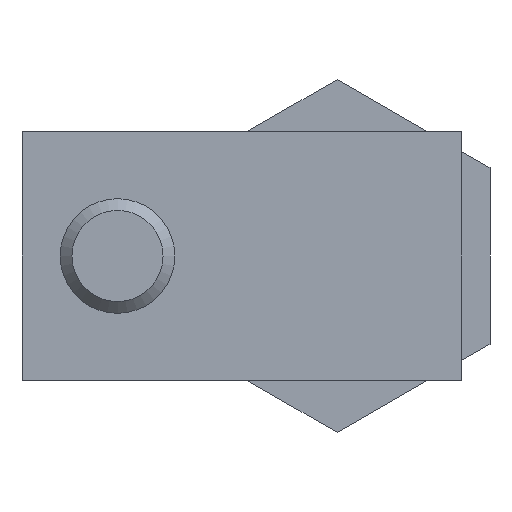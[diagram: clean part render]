
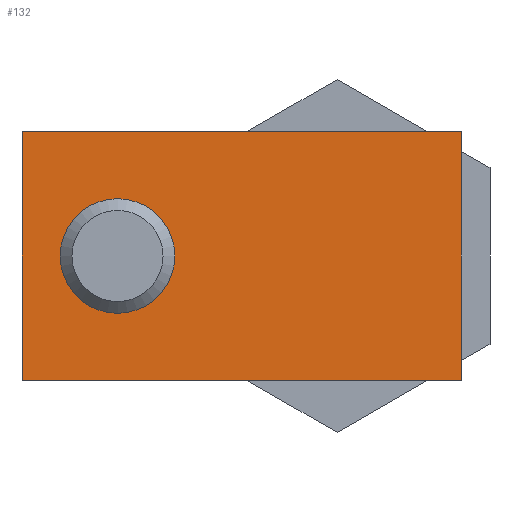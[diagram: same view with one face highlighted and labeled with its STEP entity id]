
A CAD part, front view. The second image highlights one B-rep face of the part: STEP entity #132.
In plain terms, the highlighted planar face has unit normal (0, -1, 0).
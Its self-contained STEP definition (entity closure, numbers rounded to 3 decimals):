
#132 = ADVANCED_FACE( '', ( #274, #275 ), #276, .F. );
#274 = FACE_BOUND( '', #419, .T. );
#275 = FACE_OUTER_BOUND( '', #420, .T. );
#276 = PLANE( '', #421 );
#419 = EDGE_LOOP( '', ( #728 ) );
#420 = EDGE_LOOP( '', ( #729, #730, #731, #732 ) );
#421 = AXIS2_PLACEMENT_3D( '', #733, #734, #735 );
#728 = ORIENTED_EDGE( '', *, *, #842, .F. );
#729 = ORIENTED_EDGE( '', *, *, #817, .T. );
#730 = ORIENTED_EDGE( '', *, *, #914, .F. );
#731 = ORIENTED_EDGE( '', *, *, #864, .F. );
#732 = ORIENTED_EDGE( '', *, *, #916, .T. );
#733 = CARTESIAN_POINT( '', ( 6., -9.6, 6.5 ) );
#734 = DIRECTION( '', ( 0., 1., 0. ) );
#735 = DIRECTION( '', ( 0., 0., 1. ) );
#817 = EDGE_CURVE( '', #951, #963, #965, .T. );
#842 = EDGE_CURVE( '', #1007, #1007, #1008, .F. );
#864 = EDGE_CURVE( '', #1041, #1043, #1044, .T. );
#914 = EDGE_CURVE( '', #1043, #963, #1111, .T. );
#916 = EDGE_CURVE( '', #1041, #951, #1113, .T. );
#951 = VERTEX_POINT( '', #1155 );
#963 = VERTEX_POINT( '', #1173 );
#965 = LINE( '', #1176, #1177 );
#1007 = VERTEX_POINT( '', #1235 );
#1008 = CIRCLE( '', #1236, 3. );
#1041 = VERTEX_POINT( '', #1280 );
#1043 = VERTEX_POINT( '', #1283 );
#1044 = LINE( '', #1284, #1285 );
#1111 = LINE( '', #1384, #1385 );
#1113 = LINE( '', #1387, #1388 );
#1155 = CARTESIAN_POINT( '', ( -17., -9.6, 6.5 ) );
#1173 = CARTESIAN_POINT( '', ( -17., -9.6, -6.5 ) );
#1176 = CARTESIAN_POINT( '', ( -17., -9.6, 6.5 ) );
#1177 = VECTOR( '', #1427, 1000. );
#1235 = CARTESIAN_POINT( '', ( -12., -9.6, 3. ) );
#1236 = AXIS2_PLACEMENT_3D( '', #1453, #1454, #1455 );
#1280 = CARTESIAN_POINT( '', ( 6., -9.6, 6.5 ) );
#1283 = CARTESIAN_POINT( '', ( 6., -9.6, -6.5 ) );
#1284 = CARTESIAN_POINT( '', ( 6., -9.6, 6.5 ) );
#1285 = VECTOR( '', #1477, 1000. );
#1384 = CARTESIAN_POINT( '', ( 6., -9.6, -6.5 ) );
#1385 = VECTOR( '', #1516, 1000. );
#1387 = CARTESIAN_POINT( '', ( 6., -9.6, 6.5 ) );
#1388 = VECTOR( '', #1517, 1000. );
#1427 = DIRECTION( '', ( 0., 0., -1. ) );
#1453 = CARTESIAN_POINT( '', ( -12., -9.6, 0. ) );
#1454 = DIRECTION( '', ( 0., 1., 0. ) );
#1455 = DIRECTION( '', ( 0., 0., 1. ) );
#1477 = DIRECTION( '', ( 0., 0., -1. ) );
#1516 = DIRECTION( '', ( -1., 0., 0. ) );
#1517 = DIRECTION( '', ( -1., 0., 0. ) );
